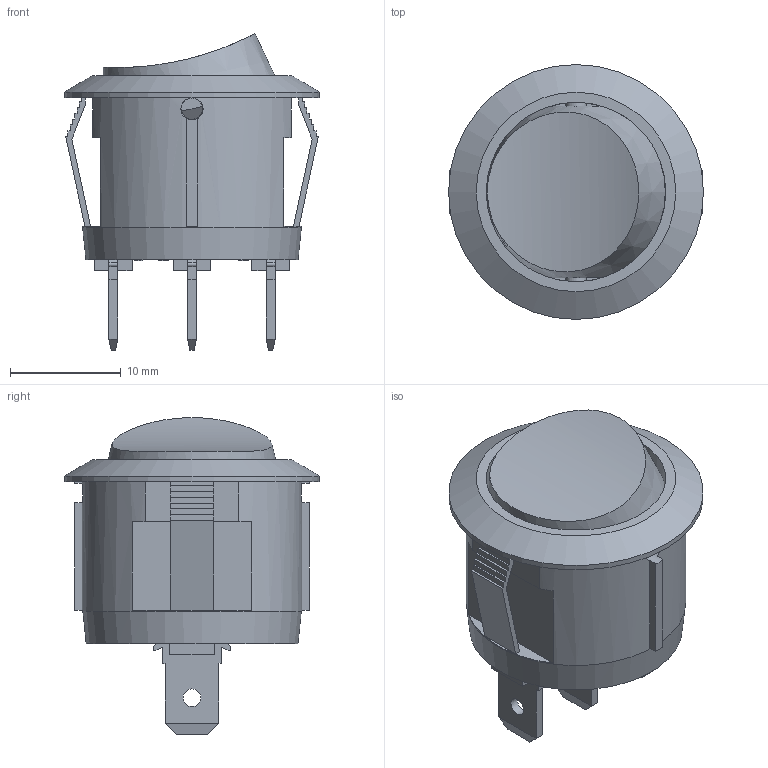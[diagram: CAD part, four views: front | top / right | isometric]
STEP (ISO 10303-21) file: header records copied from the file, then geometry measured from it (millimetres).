
FILE_DESCRIPTION(/* description */ (''),/* implementation_level */ '2;1');
FILE_NAME(/* name */ 'RRG313Cxx00.stp',/* time_stamp */ '2025-06-03T15:14:10-05:00',/* author */ ('mroman'),/* organization */ (''),/* preprocessor_version */ 'ST-DEVELOPER v18.1',/* originating_system */ 'Autodesk Inventor 2022',/* authorisation */ '');
FILE_SCHEMA (('AUTOMOTIVE_DESIGN { 1 0 10303 214 3 1 1 }'));
Length unit declared in the file: centimetre
Products named in the file (1): RRG313Cxx00
Bounding box: 23 x 23 x 28.59 mm (x, y, z)
Volume: 3249.8 mm3; surface area: 3827.9 mm2
Topology: 1 solids, 1 shells, 239 faces, 675 edges, 445 vertices
Faces by surface type: plane 183, bspline 31, cylinder 21, cone 3, sphere 1
Full cylindrical faces by diameter (mm): 1.6 x3, 1.9 x2, 2 x2, 3 x1, 4.6 x1, 16.2 x1, 23 x1
Entity records: 8120 total; most frequent: CARTESIAN_POINT 2055, ORIENTED_EDGE 1348, DIRECTION 1076, EDGE_CURVE 674, LINE 526, VECTOR 526, VERTEX_POINT 445, AXIS2_PLACEMENT_3D 275
